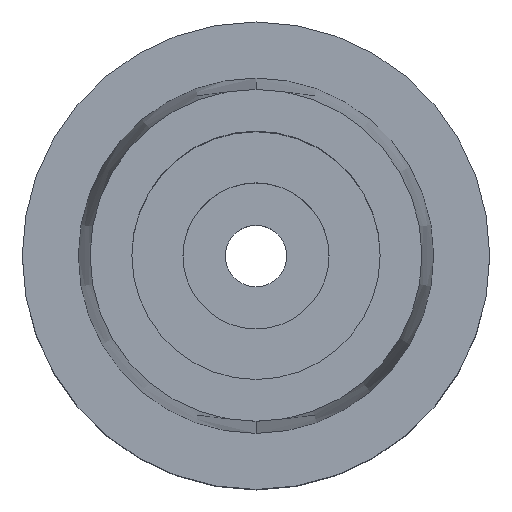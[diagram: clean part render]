
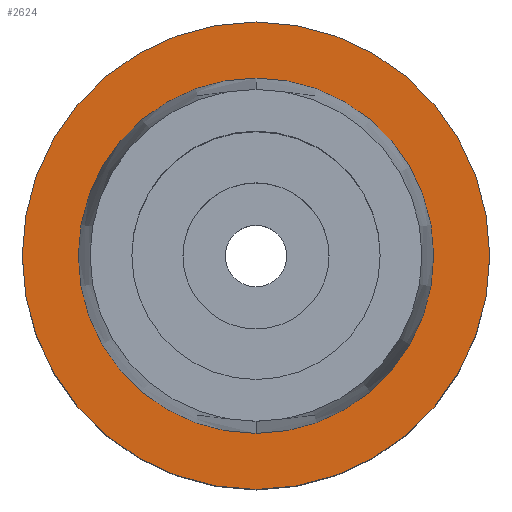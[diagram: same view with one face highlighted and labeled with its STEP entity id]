
A CAD part, top view. The second image highlights one B-rep face of the part: STEP entity #2624.
In plain terms, the highlighted planar face has unit normal (0, 0, 1).
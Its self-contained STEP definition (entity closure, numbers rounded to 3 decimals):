
#10 = CARTESIAN_POINT ( 'NONE',  ( 0., 12.16, 0. ) ) ;
#13 = EDGE_CURVE ( 'NONE', #2462, #711, #1637, .T. ) ;
#24 = AXIS2_PLACEMENT_3D ( 'NONE', #82, #652, #2301 ) ;
#26 = CARTESIAN_POINT ( 'NONE',  ( 0., 0., 0. ) ) ;
#69 = DIRECTION ( 'NONE',  ( 0., 1., 0. ) ) ;
#82 = CARTESIAN_POINT ( 'NONE',  ( 0., 0., 0. ) ) ;
#100 = CARTESIAN_POINT ( 'NONE',  ( 0., -12.16, 0. ) ) ;
#141 = EDGE_LOOP ( 'NONE', ( #1274, #460 ) ) ;
#430 = CARTESIAN_POINT ( 'NONE',  ( 0., 0., 0. ) ) ;
#460 = ORIENTED_EDGE ( 'NONE', *, *, #13, .F. ) ;
#652 = DIRECTION ( 'NONE',  ( 0., 0., 1. ) ) ;
#711 = VERTEX_POINT ( 'NONE', #983 ) ;
#819 = EDGE_CURVE ( 'NONE', #711, #2462, #2200, .T. ) ;
#983 = CARTESIAN_POINT ( 'NONE',  ( 0., 16., 0. ) ) ;
#995 = DIRECTION ( 'NONE',  ( 0., 0., -1. ) ) ;
#1042 = DIRECTION ( 'NONE',  ( 0., 0., -1. ) ) ;
#1128 = FACE_OUTER_BOUND ( 'NONE', #141, .T. ) ;
#1189 = PLANE ( 'NONE',  #1297 ) ;
#1274 = ORIENTED_EDGE ( 'NONE', *, *, #819, .F. ) ;
#1297 = AXIS2_PLACEMENT_3D ( 'NONE', #2198, #1967, #2596 ) ;
#1339 = CIRCLE ( 'NONE', #24, 12.16 ) ;
#1365 = FACE_BOUND ( 'NONE', #1740, .T. ) ;
#1625 = DIRECTION ( 'NONE',  ( 0., 1., 0. ) ) ;
#1632 = ORIENTED_EDGE ( 'NONE', *, *, #2276, .F. ) ;
#1637 = CIRCLE ( 'NONE', #1680, 16. ) ;
#1680 = AXIS2_PLACEMENT_3D ( 'NONE', #26, #1042, #2098 ) ;
#1740 = EDGE_LOOP ( 'NONE', ( #1632, #2071 ) ) ;
#1825 = CIRCLE ( 'NONE', #2604, 12.16 ) ;
#1908 = VERTEX_POINT ( 'NONE', #100 ) ;
#1957 = DIRECTION ( 'NONE',  ( 0., 0., 1. ) ) ;
#1967 = DIRECTION ( 'NONE',  ( 0., 0., -1. ) ) ;
#2071 = ORIENTED_EDGE ( 'NONE', *, *, #2183, .F. ) ;
#2098 = DIRECTION ( 'NONE',  ( 0., -1., 0. ) ) ;
#2103 = VERTEX_POINT ( 'NONE', #10 ) ;
#2183 = EDGE_CURVE ( 'NONE', #1908, #2103, #1339, .T. ) ;
#2198 = CARTESIAN_POINT ( 'NONE',  ( 0., 0., 0. ) ) ;
#2200 = CIRCLE ( 'NONE', #2542, 16. ) ;
#2276 = EDGE_CURVE ( 'NONE', #2103, #1908, #1825, .T. ) ;
#2301 = DIRECTION ( 'NONE',  ( 0., -1., 0. ) ) ;
#2462 = VERTEX_POINT ( 'NONE', #2599 ) ;
#2542 = AXIS2_PLACEMENT_3D ( 'NONE', #430, #995, #1625 ) ;
#2552 = CARTESIAN_POINT ( 'NONE',  ( 0., 0., 0. ) ) ;
#2596 = DIRECTION ( 'NONE',  ( 0., -1., 0. ) ) ;
#2599 = CARTESIAN_POINT ( 'NONE',  ( 0., -16., 0. ) ) ;
#2604 = AXIS2_PLACEMENT_3D ( 'NONE', #2552, #1957, #69 ) ;
#2624 = ADVANCED_FACE ( 'NONE', ( #1128, #1365 ), #1189, .F. ) ;
